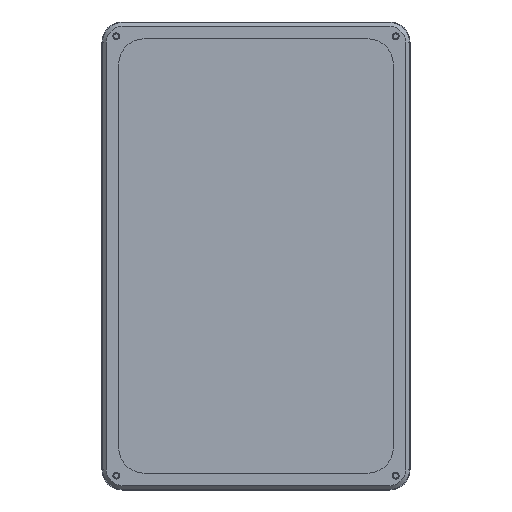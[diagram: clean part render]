
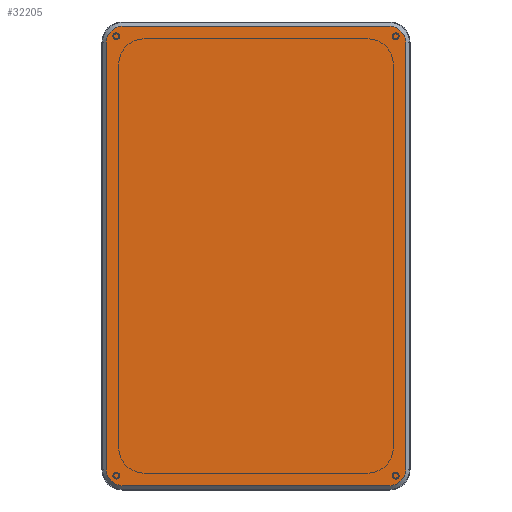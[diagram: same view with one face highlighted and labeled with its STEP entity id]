
A CAD part, top view. The second image highlights one B-rep face of the part: STEP entity #32205.
In plain terms, the highlighted planar face has unit normal (0, 0, 1).
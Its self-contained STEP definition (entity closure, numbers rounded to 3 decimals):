
#36 = ORIENTED_EDGE ( 'NONE', *, *, #20630, .T. ) ;
#160 = LINE ( 'NONE', #9148, #2026 ) ;
#1601 = EDGE_CURVE ( 'NONE', #7355, #6905, #35108, .T. ) ;
#1673 = CIRCLE ( 'NONE', #5179, 18.8 ) ;
#2026 = VECTOR ( 'NONE', #25832, 1000. ) ;
#2046 = ORIENTED_EDGE ( 'NONE', *, *, #18705, .T. ) ;
#2383 = AXIS2_PLACEMENT_3D ( 'NONE', #16175, #20031, #30458 ) ;
#3529 = CARTESIAN_POINT ( 'NONE',  ( 342., 5.2, 10.2 ) ) ;
#3864 = AXIS2_PLACEMENT_3D ( 'NONE', #33922, #11924, #11578 ) ;
#5179 = AXIS2_PLACEMENT_3D ( 'NONE', #33578, #25162, #5336 ) ;
#5336 = DIRECTION ( 'NONE',  ( 1., 0., 0. ) ) ;
#6243 = CARTESIAN_POINT ( 'NONE',  ( 5.2, 24., 10.2 ) ) ;
#6438 = DIRECTION ( 'NONE',  ( 0., 0., 1. ) ) ;
#6905 = VERTEX_POINT ( 'NONE', #34689 ) ;
#7355 = VERTEX_POINT ( 'NONE', #6243 ) ;
#7921 = ORIENTED_EDGE ( 'NONE', *, *, #33282, .T. ) ;
#8175 = CARTESIAN_POINT ( 'NONE',  ( 24., 550.8, 10.2 ) ) ;
#9148 = CARTESIAN_POINT ( 'NONE',  ( 24., 5.2, 10.2 ) ) ;
#9420 = ORIENTED_EDGE ( 'NONE', *, *, #25063, .T. ) ;
#10599 = LINE ( 'NONE', #32952, #23686 ) ;
#10804 = CARTESIAN_POINT ( 'NONE',  ( 342., 550.8, 10.2 ) ) ;
#11423 = VECTOR ( 'NONE', #29718, 1000. ) ;
#11578 = DIRECTION ( 'NONE',  ( 1., 0., 0. ) ) ;
#11924 = DIRECTION ( 'NONE',  ( 0., 0., 1. ) ) ;
#11938 = EDGE_LOOP ( 'NONE', ( #9420, #29568, #17727, #36, #7921, #17965, #27458, #2046 ) ) ;
#13398 = CARTESIAN_POINT ( 'NONE',  ( 5.2, 532., 10.2 ) ) ;
#13578 = VERTEX_POINT ( 'NONE', #3529 ) ;
#13779 = CARTESIAN_POINT ( 'NONE',  ( 342., 550.8, 10.2 ) ) ;
#14223 = VERTEX_POINT ( 'NONE', #8175 ) ;
#15932 = VECTOR ( 'NONE', #27353, 1000. ) ;
#16175 = CARTESIAN_POINT ( 'NONE',  ( 24., 24., 10.2 ) ) ;
#17648 = CARTESIAN_POINT ( 'NONE',  ( 342., 532., 10.2 ) ) ;
#17727 = ORIENTED_EDGE ( 'NONE', *, *, #1601, .T. ) ;
#17965 = ORIENTED_EDGE ( 'NONE', *, *, #29133, .T. ) ;
#18705 = EDGE_CURVE ( 'NONE', #19319, #14223, #22049, .T. ) ;
#19319 = VERTEX_POINT ( 'NONE', #10804 ) ;
#20031 = DIRECTION ( 'NONE',  ( 0., 0., 1. ) ) ;
#20630 = EDGE_CURVE ( 'NONE', #6905, #13578, #160, .T. ) ;
#21106 = CARTESIAN_POINT ( 'NONE',  ( 5.2, 532., 10.2 ) ) ;
#21439 = DIRECTION ( 'NONE',  ( 0., 1., 0. ) ) ;
#22049 = LINE ( 'NONE', #13779, #15932 ) ;
#22326 = EDGE_CURVE ( 'NONE', #25793, #7355, #25256, .T. ) ;
#23686 = VECTOR ( 'NONE', #21439, 1000. ) ;
#25063 = EDGE_CURVE ( 'NONE', #14223, #25793, #26430, .T. ) ;
#25162 = DIRECTION ( 'NONE',  ( 0., 0., 1. ) ) ;
#25256 = LINE ( 'NONE', #13398, #11423 ) ;
#25577 = VERTEX_POINT ( 'NONE', #30288 ) ;
#25793 = VERTEX_POINT ( 'NONE', #21106 ) ;
#25832 = DIRECTION ( 'NONE',  ( 1., 0., 0. ) ) ;
#26260 = DIRECTION ( 'NONE',  ( 1., 0., 0. ) ) ;
#26430 = CIRCLE ( 'NONE', #34624, 18.8 ) ;
#26522 = AXIS2_PLACEMENT_3D ( 'NONE', #17648, #6438, #26260 ) ;
#27353 = DIRECTION ( 'NONE',  ( -1., 0., 0. ) ) ;
#27458 = ORIENTED_EDGE ( 'NONE', *, *, #34641, .T. ) ;
#28862 = CIRCLE ( 'NONE', #26522, 18.8 ) ;
#29133 = EDGE_CURVE ( 'NONE', #25577, #33504, #10599, .T. ) ;
#29568 = ORIENTED_EDGE ( 'NONE', *, *, #22326, .T. ) ;
#29718 = DIRECTION ( 'NONE',  ( 0., -1., 0. ) ) ;
#29958 = CARTESIAN_POINT ( 'NONE',  ( 24., 532., 10.2 ) ) ;
#30268 = FACE_OUTER_BOUND ( 'NONE', #11938, .T. ) ;
#30288 = CARTESIAN_POINT ( 'NONE',  ( 360.8, 24., 10.2 ) ) ;
#30428 = CARTESIAN_POINT ( 'NONE',  ( 360.8, 532., 10.2 ) ) ;
#30458 = DIRECTION ( 'NONE',  ( 1., 0., 0. ) ) ;
#31886 = PLANE ( 'NONE',  #3864 ) ;
#32205 = ADVANCED_FACE ( 'NONE', ( #30268 ), #31886, .T. ) ;
#32887 = DIRECTION ( 'NONE',  ( 1., 0., 0. ) ) ;
#32952 = CARTESIAN_POINT ( 'NONE',  ( 360.8, 24., 10.2 ) ) ;
#33282 = EDGE_CURVE ( 'NONE', #13578, #25577, #1673, .T. ) ;
#33504 = VERTEX_POINT ( 'NONE', #30428 ) ;
#33578 = CARTESIAN_POINT ( 'NONE',  ( 342., 24., 10.2 ) ) ;
#33922 = CARTESIAN_POINT ( 'NONE',  ( 24., 532., 10.2 ) ) ;
#34624 = AXIS2_PLACEMENT_3D ( 'NONE', #29958, #35644, #32887 ) ;
#34641 = EDGE_CURVE ( 'NONE', #33504, #19319, #28862, .T. ) ;
#34689 = CARTESIAN_POINT ( 'NONE',  ( 24., 5.2, 10.2 ) ) ;
#35108 = CIRCLE ( 'NONE', #2383, 18.8 ) ;
#35644 = DIRECTION ( 'NONE',  ( 0., 0., 1. ) ) ;
